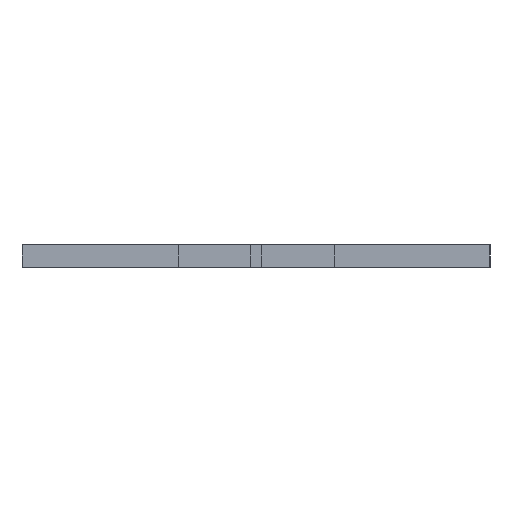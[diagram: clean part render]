
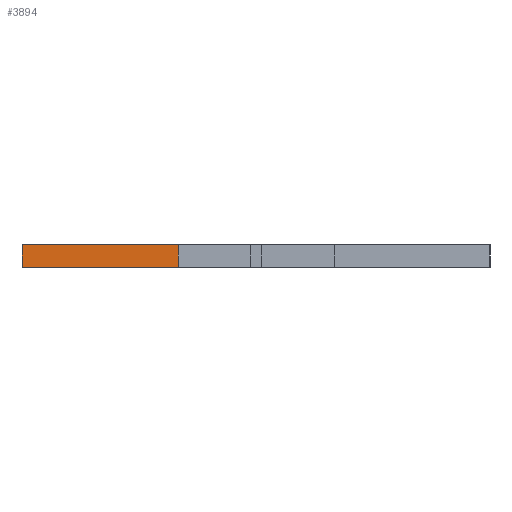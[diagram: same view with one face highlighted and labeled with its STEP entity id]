
A CAD part, left-side view. The second image highlights one B-rep face of the part: STEP entity #3894.
In plain terms, the highlighted planar face has unit normal (-1, 0, 0).
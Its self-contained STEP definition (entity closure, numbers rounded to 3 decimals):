
#75 = VERTEX_POINT ( 'NONE', #830 ) ;
#210 = VERTEX_POINT ( 'NONE', #2009 ) ;
#264 = EDGE_CURVE ( 'NONE', #210, #3437, #1384, .T. ) ;
#373 = LINE ( 'NONE', #737, #3739 ) ;
#416 = ORIENTED_EDGE ( 'NONE', *, *, #264, .F. ) ;
#577 = CARTESIAN_POINT ( 'NONE',  ( -200., -229.729, 0. ) ) ;
#620 = LINE ( 'NONE', #3249, #4470 ) ;
#737 = CARTESIAN_POINT ( 'NONE',  ( -200., 65., 6.35 ) ) ;
#790 = DIRECTION ( 'NONE',  ( 1., 0., 0. ) ) ;
#830 = CARTESIAN_POINT ( 'NONE',  ( -200., 21.667, 0. ) ) ;
#1384 = LINE ( 'NONE', #4457, #2197 ) ;
#1837 = CARTESIAN_POINT ( 'NONE',  ( -200., 21.667, 6.35 ) ) ;
#2009 = CARTESIAN_POINT ( 'NONE',  ( -200., 65., 6.35 ) ) ;
#2106 = CARTESIAN_POINT ( 'NONE',  ( -200., 65., 0. ) ) ;
#2197 = VECTOR ( 'NONE', #2922, 1000. ) ;
#2249 = DIRECTION ( 'NONE',  ( 0., 0., -1. ) ) ;
#2451 = ORIENTED_EDGE ( 'NONE', *, *, #3715, .T. ) ;
#2516 = EDGE_LOOP ( 'NONE', ( #2451, #4481, #416, #2811 ) ) ;
#2649 = EDGE_CURVE ( 'NONE', #210, #3815, #373, .T. ) ;
#2791 = AXIS2_PLACEMENT_3D ( 'NONE', #4498, #790, #2249 ) ;
#2794 = VECTOR ( 'NONE', #3609, 1000. ) ;
#2811 = ORIENTED_EDGE ( 'NONE', *, *, #2649, .T. ) ;
#2922 = DIRECTION ( 'NONE',  ( 0., -1., 0. ) ) ;
#2982 = DIRECTION ( 'NONE',  ( 0., 0., -1. ) ) ;
#3249 = CARTESIAN_POINT ( 'NONE',  ( -200., 21.667, 6.35 ) ) ;
#3437 = VERTEX_POINT ( 'NONE', #1837 ) ;
#3609 = DIRECTION ( 'NONE',  ( 0., -1., 0. ) ) ;
#3715 = EDGE_CURVE ( 'NONE', #3815, #75, #4676, .T. ) ;
#3722 = FACE_OUTER_BOUND ( 'NONE', #2516, .T. ) ;
#3739 = VECTOR ( 'NONE', #2982, 1000. ) ;
#3815 = VERTEX_POINT ( 'NONE', #2106 ) ;
#3894 = ADVANCED_FACE ( 'NONE', ( #3722 ), #4362, .F. ) ;
#3990 = DIRECTION ( 'NONE',  ( 0., 0., -1. ) ) ;
#4362 = PLANE ( 'NONE',  #2791 ) ;
#4457 = CARTESIAN_POINT ( 'NONE',  ( -200., -229.729, 6.35 ) ) ;
#4470 = VECTOR ( 'NONE', #3990, 1000. ) ;
#4481 = ORIENTED_EDGE ( 'NONE', *, *, #4553, .F. ) ;
#4498 = CARTESIAN_POINT ( 'NONE',  ( -200., -229.729, 6.35 ) ) ;
#4553 = EDGE_CURVE ( 'NONE', #3437, #75, #620, .T. ) ;
#4676 = LINE ( 'NONE', #577, #2794 ) ;
